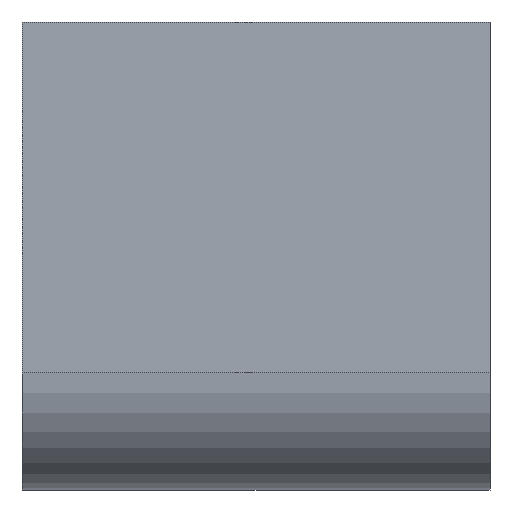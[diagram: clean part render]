
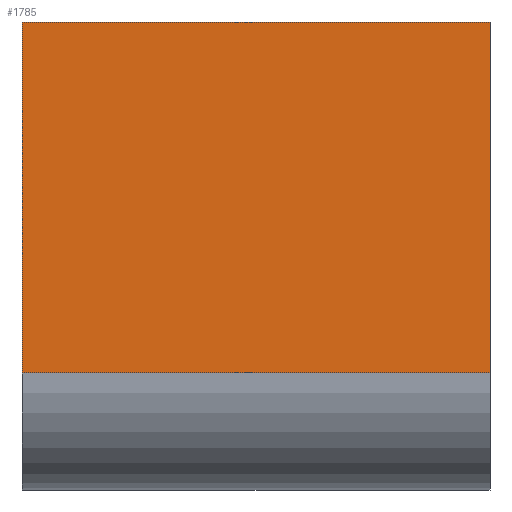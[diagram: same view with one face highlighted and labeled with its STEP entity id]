
A CAD part, front view. The second image highlights one B-rep face of the part: STEP entity #1785.
In plain terms, the highlighted planar face has unit normal (0, -1, 0).
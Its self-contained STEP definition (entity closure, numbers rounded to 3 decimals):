
#119 = CARTESIAN_POINT ( 'NONE',  ( 20., -20., -10. ) ) ;
#125 = ORIENTED_EDGE ( 'NONE', *, *, #628, .F. ) ;
#162 = ORIENTED_EDGE ( 'NONE', *, *, #1650, .T. ) ;
#194 = VECTOR ( 'NONE', #1583, 1000. ) ;
#210 = LINE ( 'NONE', #1665, #1381 ) ;
#212 = VECTOR ( 'NONE', #962, 1000. ) ;
#252 = DIRECTION ( 'NONE',  ( 1., 0., 0. ) ) ;
#372 = LINE ( 'NONE', #1010, #1538 ) ;
#541 = VERTEX_POINT ( 'NONE', #823 ) ;
#628 = EDGE_CURVE ( 'NONE', #1864, #541, #372, .T. ) ;
#664 = FACE_OUTER_BOUND ( 'NONE', #901, .T. ) ;
#753 = VERTEX_POINT ( 'NONE', #119 ) ;
#797 = LINE ( 'NONE', #1719, #212 ) ;
#798 = LINE ( 'NONE', #963, #194 ) ;
#818 = EDGE_CURVE ( 'NONE', #541, #753, #798, .T. ) ;
#823 = CARTESIAN_POINT ( 'NONE',  ( 20., -20., 20. ) ) ;
#856 = CARTESIAN_POINT ( 'NONE',  ( 0., -20., 0. ) ) ;
#901 = EDGE_LOOP ( 'NONE', ( #162, #1681, #1231, #125 ) ) ;
#962 = DIRECTION ( 'NONE',  ( 0., 0., -1. ) ) ;
#963 = CARTESIAN_POINT ( 'NONE',  ( 20., -20., 20. ) ) ;
#964 = EDGE_CURVE ( 'NONE', #1271, #753, #210, .T. ) ;
#1010 = CARTESIAN_POINT ( 'NONE',  ( -20., -20., 20. ) ) ;
#1117 = CARTESIAN_POINT ( 'NONE',  ( -20., -20., -10. ) ) ;
#1174 = DIRECTION ( 'NONE',  ( 1., 0., 0. ) ) ;
#1231 = ORIENTED_EDGE ( 'NONE', *, *, #818, .F. ) ;
#1271 = VERTEX_POINT ( 'NONE', #1117 ) ;
#1381 = VECTOR ( 'NONE', #252, 1000. ) ;
#1459 = DIRECTION ( 'NONE',  ( 0., 0., -1. ) ) ;
#1489 = CARTESIAN_POINT ( 'NONE',  ( -20., -20., 20. ) ) ;
#1538 = VECTOR ( 'NONE', #1174, 1000. ) ;
#1583 = DIRECTION ( 'NONE',  ( 0., 0., -1. ) ) ;
#1642 = DIRECTION ( 'NONE',  ( 0., -1., 0. ) ) ;
#1650 = EDGE_CURVE ( 'NONE', #1864, #1271, #797, .T. ) ;
#1665 = CARTESIAN_POINT ( 'NONE',  ( 0., -20., -10. ) ) ;
#1681 = ORIENTED_EDGE ( 'NONE', *, *, #964, .T. ) ;
#1719 = CARTESIAN_POINT ( 'NONE',  ( -20., -20., 20. ) ) ;
#1785 = ADVANCED_FACE ( 'NONE', ( #664 ), #1940, .T. ) ;
#1864 = VERTEX_POINT ( 'NONE', #1489 ) ;
#1940 = PLANE ( 'NONE',  #2004 ) ;
#2004 = AXIS2_PLACEMENT_3D ( 'NONE', #856, #1642, #1459 ) ;
